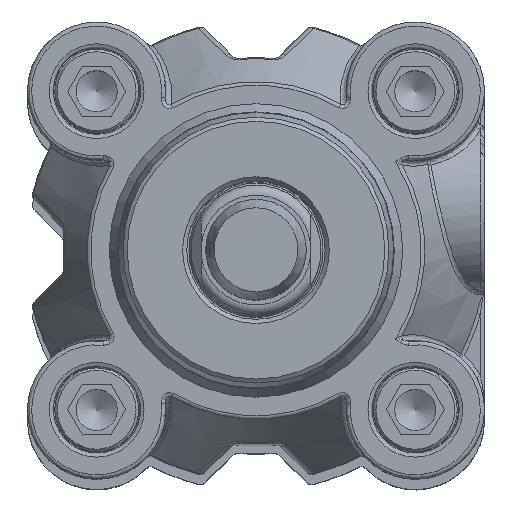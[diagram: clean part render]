
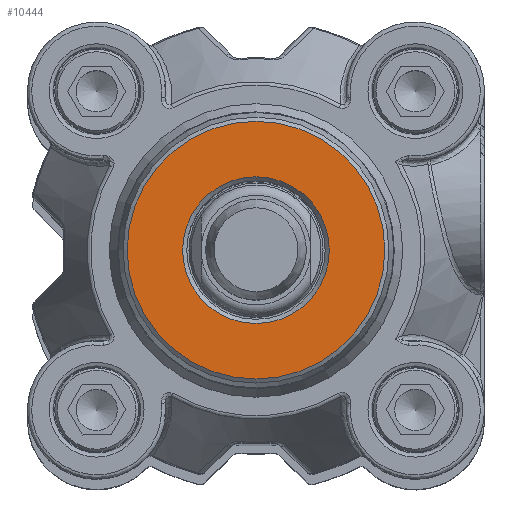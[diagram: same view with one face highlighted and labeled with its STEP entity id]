
A CAD part, top view. The second image highlights one B-rep face of the part: STEP entity #10444.
In plain terms, the highlighted planar face has unit normal (0, 0, 1).
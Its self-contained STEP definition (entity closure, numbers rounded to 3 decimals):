
#10318=CARTESIAN_POINT('',(8.75,0.,399.5));
#10319=VERTEX_POINT('',#10318);
#10320=CARTESIAN_POINT('',(0.0,0.0,399.5));
#10321=DIRECTION('',(0.0,0.0,1.0));
#10322=DIRECTION('',(-1.0,0.0,0.0));
#10323=AXIS2_PLACEMENT_3D('',#10320,#10321,#10322);
#10324=CIRCLE('',#10323,8.75);
#10325=EDGE_CURVE('',#10319,#10319,#10324,.T.);
#10425=CARTESIAN_POINT('',(7.683,0.0,399.5));
#10426=DIRECTION('',(0.0,0.0,1.0));
#10427=DIRECTION('',(1.0,0.0,0.0));
#10428=AXIS2_PLACEMENT_3D('',#10425,#10426,#10427);
#10429=PLANE('',#10428);
#10430=CARTESIAN_POINT('',(15.366,0.0,399.5));
#10431=VERTEX_POINT('',#10430);
#10432=CARTESIAN_POINT('',(0.0,0.0,399.5));
#10433=DIRECTION('',(0.0,0.0,1.0));
#10434=DIRECTION('',(1.0,0.0,0.0));
#10435=AXIS2_PLACEMENT_3D('',#10432,#10433,#10434);
#10436=CIRCLE('',#10435,15.366);
#10437=EDGE_CURVE('',#10431,#10431,#10436,.T.);
#10438=ORIENTED_EDGE('',*,*,#10437,.T.);
#10439=EDGE_LOOP('',(#10438));
#10440=FACE_OUTER_BOUND('',#10439,.T.);
#10441=ORIENTED_EDGE('',*,*,#10325,.F.);
#10442=EDGE_LOOP('',(#10441));
#10443=FACE_BOUND('',#10442,.T.);
#10444=ADVANCED_FACE('',(#10440,#10443),#10429,.T.);
